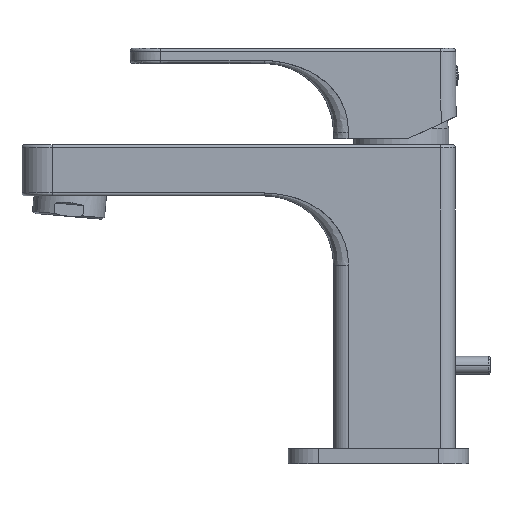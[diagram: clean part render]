
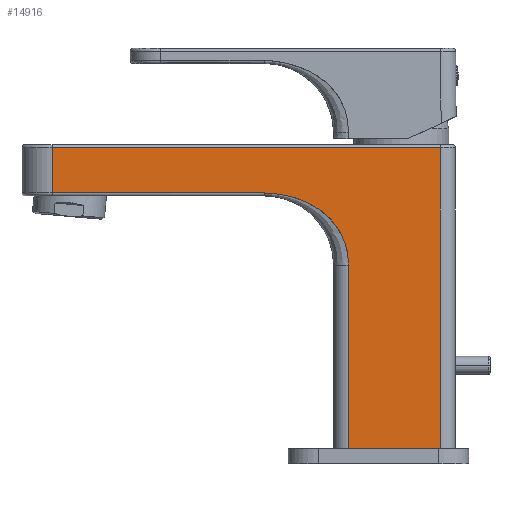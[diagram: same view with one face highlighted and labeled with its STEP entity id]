
A CAD part, left-side view. The second image highlights one B-rep face of the part: STEP entity #14916.
In plain terms, the highlighted planar face has unit normal (1, 0, 0).
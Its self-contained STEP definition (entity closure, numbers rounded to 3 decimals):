
#14833=CARTESIAN_POINT('Axis2P3D Location',(-18.,0.,0.)) ;
#14838=CARTESIAN_POINT('Line Origine',(-18.,-13.,50.)) ;
#14842=CARTESIAN_POINT('Vertex',(-18.,-13.,100.)) ;
#14844=CARTESIAN_POINT('Vertex',(-18.,-13.,0.)) ;
#14847=CARTESIAN_POINT('Line Origine',(-18.,2.25,0.)) ;
#14851=CARTESIAN_POINT('Vertex',(-18.,17.5,0.)) ;
#14854=CARTESIAN_POINT('Line Origine',(-18.,17.5,30.5)) ;
#14858=CARTESIAN_POINT('Vertex',(-18.,17.5,61.)) ;
#14861=CARTESIAN_POINT('Line Origine',(-18.,17.5,61.01)) ;
#14865=CARTESIAN_POINT('Vertex',(-18.,17.5,61.019)) ;
#14869=CARTESIAN_POINT('Control Point',(-18.,17.5,61.019)) ;
#14870=CARTESIAN_POINT('Control Point',(-18.,17.502,62.825)) ;
#14871=CARTESIAN_POINT('Control Point',(-18.,17.648,64.645)) ;
#14872=CARTESIAN_POINT('Control Point',(-18.,18.,66.463)) ;
#14873=CARTESIAN_POINT('Control Point',(-18.,19.174,70.226)) ;
#14874=CARTESIAN_POINT('Control Point',(-18.,21.195,73.645)) ;
#14875=CARTESIAN_POINT('Control Point',(-18.,22.484,75.321)) ;
#14876=CARTESIAN_POINT('Control Point',(-18.,25.594,78.537)) ;
#14877=CARTESIAN_POINT('Control Point',(-18.,29.322,80.969)) ;
#14878=CARTESIAN_POINT('Control Point',(-18.,31.414,82.022)) ;
#14879=CARTESIAN_POINT('Control Point',(-18.,35.479,83.602)) ;
#14880=CARTESIAN_POINT('Control Point',(-18.,39.658,84.512)) ;
#14881=CARTESIAN_POINT('Control Point',(-18.,41.606,84.805)) ;
#14882=CARTESIAN_POINT('Control Point',(-18.,43.564,85.)) ;
#14883=CARTESIAN_POINT('Control Point',(-18.,45.5,85.)) ;
#14884=CARTESIAN_POINT('Vertex',(-18.,45.5,85.)) ;
#14887=CARTESIAN_POINT('Line Origine',(-18.,80.75,85.)) ;
#14891=CARTESIAN_POINT('Vertex',(-18.,116.,85.)) ;
#14894=CARTESIAN_POINT('Line Origine',(-18.,116.,92.5)) ;
#14898=CARTESIAN_POINT('Vertex',(-18.,116.,100.)) ;
#14901=CARTESIAN_POINT('Line Origine',(-18.,51.5,100.)) ;
#14840=VECTOR('Line Direction',#14839,1.) ;
#14849=VECTOR('Line Direction',#14848,1.) ;
#14856=VECTOR('Line Direction',#14855,1.) ;
#14863=VECTOR('Line Direction',#14862,1.) ;
#14889=VECTOR('Line Direction',#14888,1.) ;
#14896=VECTOR('Line Direction',#14895,1.) ;
#14903=VECTOR('Line Direction',#14902,1.) ;
#14834=DIRECTION('Axis2P3D Direction',(1.,0.,0.)) ;
#14835=DIRECTION('Axis2P3D XDirection',(0.,1.,0.)) ;
#14839=DIRECTION('Vector Direction',(0.,0.,-1.)) ;
#14848=DIRECTION('Vector Direction',(0.,1.,0.)) ;
#14855=DIRECTION('Vector Direction',(0.,0.,1.)) ;
#14862=DIRECTION('Vector Direction',(0.,0.,1.)) ;
#14888=DIRECTION('Vector Direction',(0.,1.,0.)) ;
#14895=DIRECTION('Vector Direction',(0.,0.,1.)) ;
#14902=DIRECTION('Vector Direction',(0.,-1.,0.)) ;
#14836=AXIS2_PLACEMENT_3D('Plane Axis2P3D',#14833,#14834,#14835) ;
#14841=LINE('Line',#14838,#14840) ;
#14850=LINE('Line',#14847,#14849) ;
#14857=LINE('Line',#14854,#14856) ;
#14864=LINE('Line',#14861,#14863) ;
#14890=LINE('Line',#14887,#14889) ;
#14897=LINE('Line',#14894,#14896) ;
#14904=LINE('Line',#14901,#14903) ;
#14837=PLANE('',#14836) ;
#14846=EDGE_CURVE('',#14843,#14845,#14841,.T.) ;
#14853=EDGE_CURVE('',#14845,#14852,#14850,.T.) ;
#14860=EDGE_CURVE('',#14852,#14859,#14857,.T.) ;
#14867=EDGE_CURVE('',#14859,#14866,#14864,.T.) ;
#14886=EDGE_CURVE('',#14866,#14885,#14868,.T.) ;
#14893=EDGE_CURVE('',#14885,#14892,#14890,.T.) ;
#14900=EDGE_CURVE('',#14892,#14899,#14897,.T.) ;
#14905=EDGE_CURVE('',#14899,#14843,#14904,.T.) ;
#14907=ORIENTED_EDGE('',*,*,#14846,.T.) ;
#14908=ORIENTED_EDGE('',*,*,#14853,.T.) ;
#14909=ORIENTED_EDGE('',*,*,#14860,.T.) ;
#14910=ORIENTED_EDGE('',*,*,#14867,.T.) ;
#14911=ORIENTED_EDGE('',*,*,#14886,.T.) ;
#14912=ORIENTED_EDGE('',*,*,#14893,.T.) ;
#14913=ORIENTED_EDGE('',*,*,#14900,.T.) ;
#14914=ORIENTED_EDGE('',*,*,#14905,.T.) ;
#14906=EDGE_LOOP('',(#14907,#14908,#14909,#14910,#14911,#14912,#14913,#14914)) ;
#14843=VERTEX_POINT('',#14842) ;
#14845=VERTEX_POINT('',#14844) ;
#14852=VERTEX_POINT('',#14851) ;
#14859=VERTEX_POINT('',#14858) ;
#14866=VERTEX_POINT('',#14865) ;
#14885=VERTEX_POINT('',#14884) ;
#14892=VERTEX_POINT('',#14891) ;
#14899=VERTEX_POINT('',#14898) ;
#14916=ADVANCED_FACE('PartBody',(#14915),#14837,.T.) ;
#14868=B_SPLINE_CURVE_WITH_KNOTS('',5,(#14869,#14870,#14871,#14872,#14873,#14874,#14875,#14876,#14877,#14878,#14879,#14880,#14881,#14882,#14883),.UNSPECIFIED.,.F.,.U.,(6,3,3,3,6),(0.,12.864,27.376,43.774,58.191),.UNSPECIFIED.) ;
#14915=FACE_OUTER_BOUND('',#14906,.T.) ;
